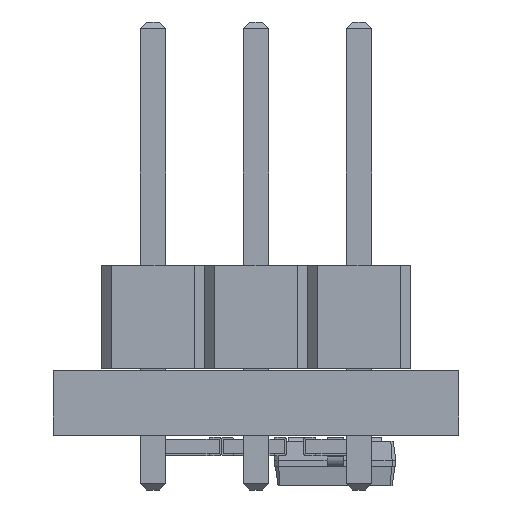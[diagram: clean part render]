
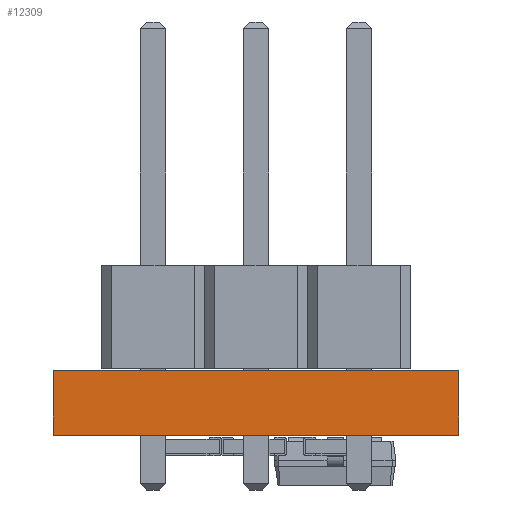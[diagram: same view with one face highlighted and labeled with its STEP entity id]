
A CAD part, left-side view. The second image highlights one B-rep face of the part: STEP entity #12309.
In plain terms, the highlighted planar face has unit normal (-1, 0, 0).
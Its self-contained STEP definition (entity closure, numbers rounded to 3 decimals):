
#12309 = ADVANCED_FACE('',(#12310),#12324,.F.);
#12310 = FACE_BOUND('',#12311,.F.);
#12311 = EDGE_LOOP('',(#12312,#12347,#12375,#12403));
#12312 = ORIENTED_EDGE('',*,*,#12313,.T.);
#12313 = EDGE_CURVE('',#12314,#12316,#12318,.T.);
#12314 = VERTEX_POINT('',#12315);
#12315 = CARTESIAN_POINT('',(0.,10.,0.));
#12316 = VERTEX_POINT('',#12317);
#12317 = CARTESIAN_POINT('',(0.,10.,1.6));
#12318 = SURFACE_CURVE('',#12319,(#12323,#12335),.PCURVE_S1.);
#12319 = LINE('',#12320,#12321);
#12320 = CARTESIAN_POINT('',(0.,10.,0.));
#12321 = VECTOR('',#12322,1.);
#12322 = DIRECTION('',(0.,0.,1.));
#12323 = PCURVE('',#12324,#12329);
#12324 = PLANE('',#12325);
#12325 = AXIS2_PLACEMENT_3D('',#12326,#12327,#12328);
#12326 = CARTESIAN_POINT('',(0.,10.,0.));
#12327 = DIRECTION('',(1.,0.,-0.));
#12328 = DIRECTION('',(0.,-1.,0.));
#12329 = DEFINITIONAL_REPRESENTATION('',(#12330),#12334);
#12330 = LINE('',#12331,#12332);
#12331 = CARTESIAN_POINT('',(0.,0.));
#12332 = VECTOR('',#12333,1.);
#12333 = DIRECTION('',(0.,-1.));
#12334 = ( GEOMETRIC_REPRESENTATION_CONTEXT(2) 
PARAMETRIC_REPRESENTATION_CONTEXT() REPRESENTATION_CONTEXT('2D SPACE',''
  ) );
#12335 = PCURVE('',#12336,#12341);
#12336 = PLANE('',#12337);
#12337 = AXIS2_PLACEMENT_3D('',#12338,#12339,#12340);
#12338 = CARTESIAN_POINT('',(14.,10.,0.));
#12339 = DIRECTION('',(0.,-1.,0.));
#12340 = DIRECTION('',(-1.,0.,0.));
#12341 = DEFINITIONAL_REPRESENTATION('',(#12342),#12346);
#12342 = LINE('',#12343,#12344);
#12343 = CARTESIAN_POINT('',(14.,0.));
#12344 = VECTOR('',#12345,1.);
#12345 = DIRECTION('',(0.,-1.));
#12346 = ( GEOMETRIC_REPRESENTATION_CONTEXT(2) 
PARAMETRIC_REPRESENTATION_CONTEXT() REPRESENTATION_CONTEXT('2D SPACE',''
  ) );
#12347 = ORIENTED_EDGE('',*,*,#12348,.T.);
#12348 = EDGE_CURVE('',#12316,#12349,#12351,.T.);
#12349 = VERTEX_POINT('',#12350);
#12350 = CARTESIAN_POINT('',(0.,0.,1.6));
#12351 = SURFACE_CURVE('',#12352,(#12356,#12363),.PCURVE_S1.);
#12352 = LINE('',#12353,#12354);
#12353 = CARTESIAN_POINT('',(0.,10.,1.6));
#12354 = VECTOR('',#12355,1.);
#12355 = DIRECTION('',(0.,-1.,0.));
#12356 = PCURVE('',#12324,#12357);
#12357 = DEFINITIONAL_REPRESENTATION('',(#12358),#12362);
#12358 = LINE('',#12359,#12360);
#12359 = CARTESIAN_POINT('',(0.,-1.6));
#12360 = VECTOR('',#12361,1.);
#12361 = DIRECTION('',(1.,0.));
#12362 = ( GEOMETRIC_REPRESENTATION_CONTEXT(2) 
PARAMETRIC_REPRESENTATION_CONTEXT() REPRESENTATION_CONTEXT('2D SPACE',''
  ) );
#12363 = PCURVE('',#12364,#12369);
#12364 = PLANE('',#12365);
#12365 = AXIS2_PLACEMENT_3D('',#12366,#12367,#12368);
#12366 = CARTESIAN_POINT('',(7.,5.,1.6));
#12367 = DIRECTION('',(0.,0.,1.));
#12368 = DIRECTION('',(1.,0.,-0.));
#12369 = DEFINITIONAL_REPRESENTATION('',(#12370),#12374);
#12370 = LINE('',#12371,#12372);
#12371 = CARTESIAN_POINT('',(-7.,5.));
#12372 = VECTOR('',#12373,1.);
#12373 = DIRECTION('',(0.,-1.));
#12374 = ( GEOMETRIC_REPRESENTATION_CONTEXT(2) 
PARAMETRIC_REPRESENTATION_CONTEXT() REPRESENTATION_CONTEXT('2D SPACE',''
  ) );
#12375 = ORIENTED_EDGE('',*,*,#12376,.F.);
#12376 = EDGE_CURVE('',#12377,#12349,#12379,.T.);
#12377 = VERTEX_POINT('',#12378);
#12378 = CARTESIAN_POINT('',(0.,-0.,0.));
#12379 = SURFACE_CURVE('',#12380,(#12384,#12391),.PCURVE_S1.);
#12380 = LINE('',#12381,#12382);
#12381 = CARTESIAN_POINT('',(0.,-0.,0.));
#12382 = VECTOR('',#12383,1.);
#12383 = DIRECTION('',(0.,0.,1.));
#12384 = PCURVE('',#12324,#12385);
#12385 = DEFINITIONAL_REPRESENTATION('',(#12386),#12390);
#12386 = LINE('',#12387,#12388);
#12387 = CARTESIAN_POINT('',(10.,0.));
#12388 = VECTOR('',#12389,1.);
#12389 = DIRECTION('',(0.,-1.));
#12390 = ( GEOMETRIC_REPRESENTATION_CONTEXT(2) 
PARAMETRIC_REPRESENTATION_CONTEXT() REPRESENTATION_CONTEXT('2D SPACE',''
  ) );
#12391 = PCURVE('',#12392,#12397);
#12392 = PLANE('',#12393);
#12393 = AXIS2_PLACEMENT_3D('',#12394,#12395,#12396);
#12394 = CARTESIAN_POINT('',(0.,0.,0.));
#12395 = DIRECTION('',(0.,1.,0.));
#12396 = DIRECTION('',(1.,0.,0.));
#12397 = DEFINITIONAL_REPRESENTATION('',(#12398),#12402);
#12398 = LINE('',#12399,#12400);
#12399 = CARTESIAN_POINT('',(0.,0.));
#12400 = VECTOR('',#12401,1.);
#12401 = DIRECTION('',(0.,-1.));
#12402 = ( GEOMETRIC_REPRESENTATION_CONTEXT(2) 
PARAMETRIC_REPRESENTATION_CONTEXT() REPRESENTATION_CONTEXT('2D SPACE',''
  ) );
#12403 = ORIENTED_EDGE('',*,*,#12404,.F.);
#12404 = EDGE_CURVE('',#12314,#12377,#12405,.T.);
#12405 = SURFACE_CURVE('',#12406,(#12410,#12417),.PCURVE_S1.);
#12406 = LINE('',#12407,#12408);
#12407 = CARTESIAN_POINT('',(0.,10.,0.));
#12408 = VECTOR('',#12409,1.);
#12409 = DIRECTION('',(0.,-1.,0.));
#12410 = PCURVE('',#12324,#12411);
#12411 = DEFINITIONAL_REPRESENTATION('',(#12412),#12416);
#12412 = LINE('',#12413,#12414);
#12413 = CARTESIAN_POINT('',(0.,0.));
#12414 = VECTOR('',#12415,1.);
#12415 = DIRECTION('',(1.,0.));
#12416 = ( GEOMETRIC_REPRESENTATION_CONTEXT(2) 
PARAMETRIC_REPRESENTATION_CONTEXT() REPRESENTATION_CONTEXT('2D SPACE',''
  ) );
#12417 = PCURVE('',#12418,#12423);
#12418 = PLANE('',#12419);
#12419 = AXIS2_PLACEMENT_3D('',#12420,#12421,#12422);
#12420 = CARTESIAN_POINT('',(7.,5.,0.));
#12421 = DIRECTION('',(0.,0.,1.));
#12422 = DIRECTION('',(1.,0.,-0.));
#12423 = DEFINITIONAL_REPRESENTATION('',(#12424),#12428);
#12424 = LINE('',#12425,#12426);
#12425 = CARTESIAN_POINT('',(-7.,5.));
#12426 = VECTOR('',#12427,1.);
#12427 = DIRECTION('',(0.,-1.));
#12428 = ( GEOMETRIC_REPRESENTATION_CONTEXT(2) 
PARAMETRIC_REPRESENTATION_CONTEXT() REPRESENTATION_CONTEXT('2D SPACE',''
  ) );
